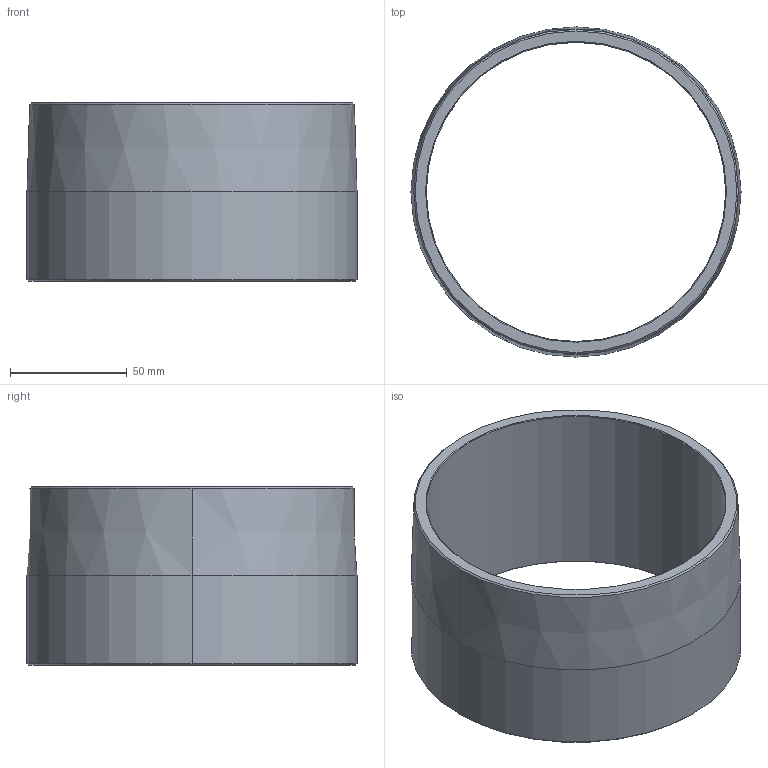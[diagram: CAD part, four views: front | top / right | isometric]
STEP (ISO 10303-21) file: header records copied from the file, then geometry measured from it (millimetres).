
FILE_DESCRIPTION (( 'STEP AP203' ), '1' );
FILE_NAME ('Close Nipple 5 in, Sch 40.STEP', '2025-05-09T01:45:54', '' );
FILE_SCHEMA (( 'CONFIG_CONTROL_DESIGN' ));
Length unit declared in the file: inch
Products named in the file (1): Close Nipple 5 in, Sch 40
Bounding box: 141.22 x 141.22 x 76.2 mm (x, y, z)
Volume: 201227.2 mm3; surface area: 68899 mm2
Topology: 1 solids, 1 shells, 16 faces, 32 edges, 18 vertices
Faces by surface type: cone 10, cylinder 4, plane 2
Entity records: 497 total; most frequent: DIRECTION 84, CARTESIAN_POINT 67, ORIENTED_EDGE 64, AXIS2_PLACEMENT_3D 35, EDGE_CURVE 32, EDGE_LOOP 18, CIRCLE 18, VERTEX_POINT 18
